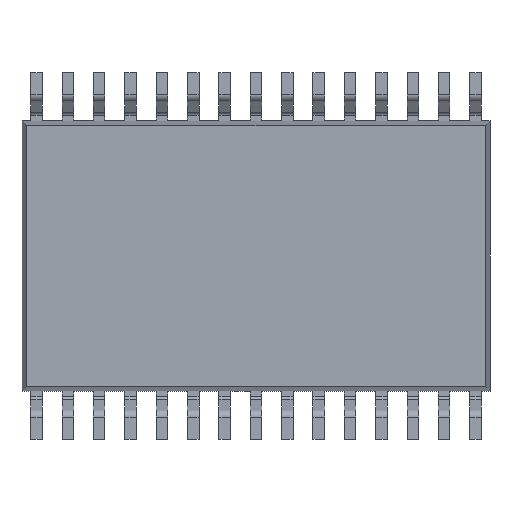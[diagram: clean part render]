
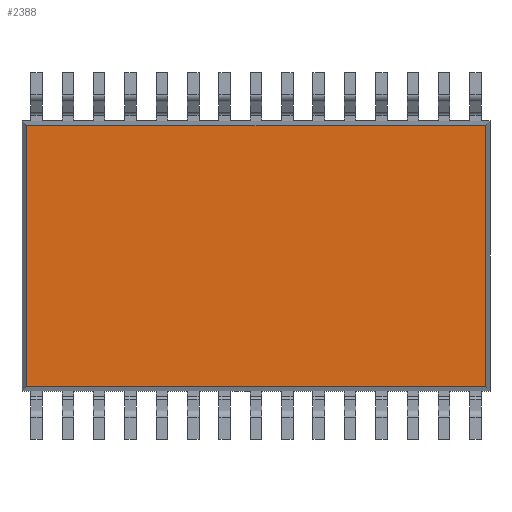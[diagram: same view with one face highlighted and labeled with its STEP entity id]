
A CAD part, front view. The second image highlights one B-rep face of the part: STEP entity #2388.
In plain terms, the highlighted face is planar.
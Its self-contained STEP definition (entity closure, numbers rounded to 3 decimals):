
#28 = VECTOR ( 'NONE', #316, 1000. ) ;
#102 = EDGE_CURVE ( 'NONE', #916, #1303, #1526, .T. ) ;
#159 = CARTESIAN_POINT ( 'NONE',  ( -4.75, 2.7, 0.15 ) ) ;
#223 = LINE ( 'NONE', #994, #935 ) ;
#227 = ORIENTED_EDGE ( 'NONE', *, *, #2016, .T. ) ;
#250 = FACE_OUTER_BOUND ( 'NONE', #1620, .T. ) ;
#316 = DIRECTION ( 'NONE',  ( 0., -1., 0. ) ) ;
#462 = DIRECTION ( 'NONE',  ( -1., 0., 0. ) ) ;
#567 = AXIS2_PLACEMENT_3D ( 'NONE', #837, #1410, #462 ) ;
#654 = VECTOR ( 'NONE', #1892, 1000. ) ;
#722 = CARTESIAN_POINT ( 'NONE',  ( 4.75, 0., 0.15 ) ) ;
#769 = VERTEX_POINT ( 'NONE', #957 ) ;
#785 = ORIENTED_EDGE ( 'NONE', *, *, #1508, .T. ) ;
#809 = PLANE ( 'NONE',  #567 ) ;
#837 = CARTESIAN_POINT ( 'NONE',  ( 0., 0., 0.15 ) ) ;
#841 = EDGE_CURVE ( 'NONE', #1349, #769, #223, .T. ) ;
#916 = VERTEX_POINT ( 'NONE', #2259 ) ;
#935 = VECTOR ( 'NONE', #955, 1000. ) ;
#955 = DIRECTION ( 'NONE',  ( 1., 0., 0. ) ) ;
#957 = CARTESIAN_POINT ( 'NONE',  ( 4.75, 2.7, 0.15 ) ) ;
#994 = CARTESIAN_POINT ( 'NONE',  ( 0., 2.7, 0.15 ) ) ;
#1303 = VERTEX_POINT ( 'NONE', #2212 ) ;
#1349 = VERTEX_POINT ( 'NONE', #159 ) ;
#1355 = CARTESIAN_POINT ( 'NONE',  ( 0., -2.7, 0.15 ) ) ;
#1410 = DIRECTION ( 'NONE',  ( 0., 0., -1. ) ) ;
#1477 = VECTOR ( 'NONE', #2274, 1000. ) ;
#1508 = EDGE_CURVE ( 'NONE', #1303, #1349, #1905, .T. ) ;
#1526 = LINE ( 'NONE', #1355, #1477 ) ;
#1620 = EDGE_LOOP ( 'NONE', ( #785, #2131, #227, #1750 ) ) ;
#1647 = LINE ( 'NONE', #722, #28 ) ;
#1750 = ORIENTED_EDGE ( 'NONE', *, *, #102, .T. ) ;
#1892 = DIRECTION ( 'NONE',  ( 0., 1., 0. ) ) ;
#1905 = LINE ( 'NONE', #2302, #654 ) ;
#2016 = EDGE_CURVE ( 'NONE', #769, #916, #1647, .T. ) ;
#2131 = ORIENTED_EDGE ( 'NONE', *, *, #841, .T. ) ;
#2212 = CARTESIAN_POINT ( 'NONE',  ( -4.75, -2.7, 0.15 ) ) ;
#2259 = CARTESIAN_POINT ( 'NONE',  ( 4.75, -2.7, 0.15 ) ) ;
#2274 = DIRECTION ( 'NONE',  ( -1., 0., 0. ) ) ;
#2302 = CARTESIAN_POINT ( 'NONE',  ( -4.75, 0., 0.15 ) ) ;
#2388 = ADVANCED_FACE ( 'NONE', ( #250 ), #809, .T. ) ;
